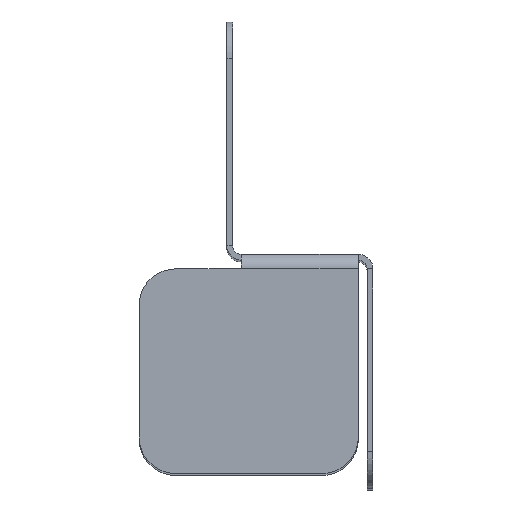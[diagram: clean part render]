
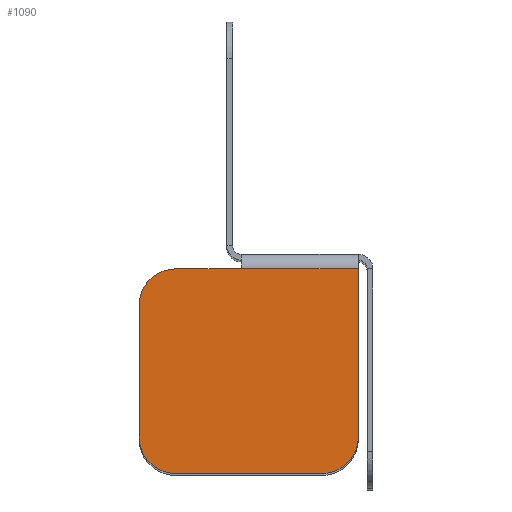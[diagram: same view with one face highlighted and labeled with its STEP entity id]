
A CAD part, top view. The second image highlights one B-rep face of the part: STEP entity #1090.
In plain terms, the highlighted planar face has unit normal (0, 0, 1).
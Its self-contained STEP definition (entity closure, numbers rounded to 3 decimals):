
#22 = AXIS2_PLACEMENT_3D ( 'NONE', #1331, #1320, #1319 ) ;
#76 = AXIS2_PLACEMENT_3D ( 'NONE', #1178, #1183, #1225 ) ;
#233 = EDGE_CURVE ( 'NONE', #430, #414, #434, .T. ) ;
#235 = EDGE_CURVE ( 'NONE', #409, #430, #446, .T. ) ;
#237 = EDGE_CURVE ( 'NONE', #362, #414, #480, .T. ) ;
#238 = EDGE_CURVE ( 'NONE', #362, #373, #487, .T. ) ;
#240 = EDGE_CURVE ( 'NONE', #763, #373, #486, .T. ) ;
#242 = EDGE_CURVE ( 'NONE', #415, #409, #497, .T. ) ;
#246 = EDGE_CURVE ( 'NONE', #763, #379, #484, .T. ) ;
#248 = EDGE_CURVE ( 'NONE', #415, #379, #468, .T. ) ;
#298 = AXIS2_PLACEMENT_3D ( 'NONE', #1248, #1247, #1243 ) ;
#304 = AXIS2_PLACEMENT_3D ( 'NONE', #1232, #1229, #1227 ) ;
#362 = VERTEX_POINT ( 'NONE', #674 ) ;
#373 = VERTEX_POINT ( 'NONE', #669 ) ;
#379 = VERTEX_POINT ( 'NONE', #645 ) ;
#409 = VERTEX_POINT ( 'NONE', #588 ) ;
#414 = VERTEX_POINT ( 'NONE', #597 ) ;
#415 = VERTEX_POINT ( 'NONE', #577 ) ;
#430 = VERTEX_POINT ( 'NONE', #680 ) ;
#434 = LINE ( 'NONE', #1428, #488 ) ;
#446 = LINE ( 'NONE', #1164, #472 ) ;
#468 = CIRCLE ( 'NONE', #76, 5. ) ;
#470 = VECTOR ( 'NONE', #1233, 1000. ) ;
#471 = VECTOR ( 'NONE', #1253, 1000. ) ;
#472 = VECTOR ( 'NONE', #1240, 1000. ) ;
#480 = CIRCLE ( 'NONE', #298, 5. ) ;
#484 = LINE ( 'NONE', #1209, #499 ) ;
#486 = CIRCLE ( 'NONE', #304, 5. ) ;
#487 = LINE ( 'NONE', #1249, #471 ) ;
#488 = VECTOR ( 'NONE', #1409, 1000. ) ;
#497 = LINE ( 'NONE', #1224, #470 ) ;
#499 = VECTOR ( 'NONE', #1208, 1000. ) ;
#577 = CARTESIAN_POINT ( 'NONE',  ( -7.8, -33.8, 77. ) ) ;
#588 = CARTESIAN_POINT ( 'NONE',  ( 1.2, -33.8, 77. ) ) ;
#597 = CARTESIAN_POINT ( 'NONE',  ( 17.2, -56.8, 77. ) ) ;
#645 = CARTESIAN_POINT ( 'NONE',  ( -12.8, -38.8, 77. ) ) ;
#660 = CARTESIAN_POINT ( 'NONE',  ( -12.8, -56.8, 77. ) ) ;
#669 = CARTESIAN_POINT ( 'NONE',  ( -7.8, -61.8, 77. ) ) ;
#674 = CARTESIAN_POINT ( 'NONE',  ( 12.2, -61.8, 77. ) ) ;
#680 = CARTESIAN_POINT ( 'NONE',  ( 17.2, -33.8, 77. ) ) ;
#742 = EDGE_LOOP ( 'NONE', ( #1450, #1449, #1448, #1455, #1454, #1453, #1452, #1459 ) ) ;
#763 = VERTEX_POINT ( 'NONE', #660 ) ;
#1039 = FACE_OUTER_BOUND ( 'NONE', #742, .T. ) ;
#1090 = ADVANCED_FACE ( 'NONE', ( #1039 ), #1323, .F. ) ;
#1164 = CARTESIAN_POINT ( 'NONE',  ( 17.2, -33.8, 77. ) ) ;
#1178 = CARTESIAN_POINT ( 'NONE',  ( -7.8, -38.8, 77. ) ) ;
#1183 = DIRECTION ( 'NONE',  ( 0., 0., 1. ) ) ;
#1208 = DIRECTION ( 'NONE',  ( 0., 1., 0. ) ) ;
#1209 = CARTESIAN_POINT ( 'NONE',  ( -12.8, -33.8, 77. ) ) ;
#1224 = CARTESIAN_POINT ( 'NONE',  ( -12.8, -33.8, 77. ) ) ;
#1225 = DIRECTION ( 'NONE',  ( 0., 1., 0. ) ) ;
#1227 = DIRECTION ( 'NONE',  ( 0., 1., 0. ) ) ;
#1229 = DIRECTION ( 'NONE',  ( 0., 0., 1. ) ) ;
#1232 = CARTESIAN_POINT ( 'NONE',  ( -7.8, -56.8, 77. ) ) ;
#1233 = DIRECTION ( 'NONE',  ( 1., 0., 0. ) ) ;
#1240 = DIRECTION ( 'NONE',  ( 1., 0., 0. ) ) ;
#1243 = DIRECTION ( 'NONE',  ( 0., 1., 0. ) ) ;
#1247 = DIRECTION ( 'NONE',  ( 0., 0., 1. ) ) ;
#1248 = CARTESIAN_POINT ( 'NONE',  ( 12.2, -56.8, 77. ) ) ;
#1249 = CARTESIAN_POINT ( 'NONE',  ( 1.2, -61.8, 77. ) ) ;
#1253 = DIRECTION ( 'NONE',  ( -1., 0., 0. ) ) ;
#1319 = DIRECTION ( 'NONE',  ( 0., 1., 0. ) ) ;
#1320 = DIRECTION ( 'NONE',  ( 0., 0., -1. ) ) ;
#1323 = PLANE ( 'NONE',  #22 ) ;
#1331 = CARTESIAN_POINT ( 'NONE',  ( 17.2, -32.6, 77. ) ) ;
#1409 = DIRECTION ( 'NONE',  ( 0., -1., 0. ) ) ;
#1428 = CARTESIAN_POINT ( 'NONE',  ( 17.2, -61.8, 77. ) ) ;
#1448 = ORIENTED_EDGE ( 'NONE', *, *, #238, .F. ) ;
#1449 = ORIENTED_EDGE ( 'NONE', *, *, #240, .T. ) ;
#1450 = ORIENTED_EDGE ( 'NONE', *, *, #246, .F. ) ;
#1452 = ORIENTED_EDGE ( 'NONE', *, *, #242, .F. ) ;
#1453 = ORIENTED_EDGE ( 'NONE', *, *, #235, .F. ) ;
#1454 = ORIENTED_EDGE ( 'NONE', *, *, #233, .F. ) ;
#1455 = ORIENTED_EDGE ( 'NONE', *, *, #237, .T. ) ;
#1459 = ORIENTED_EDGE ( 'NONE', *, *, #248, .T. ) ;
